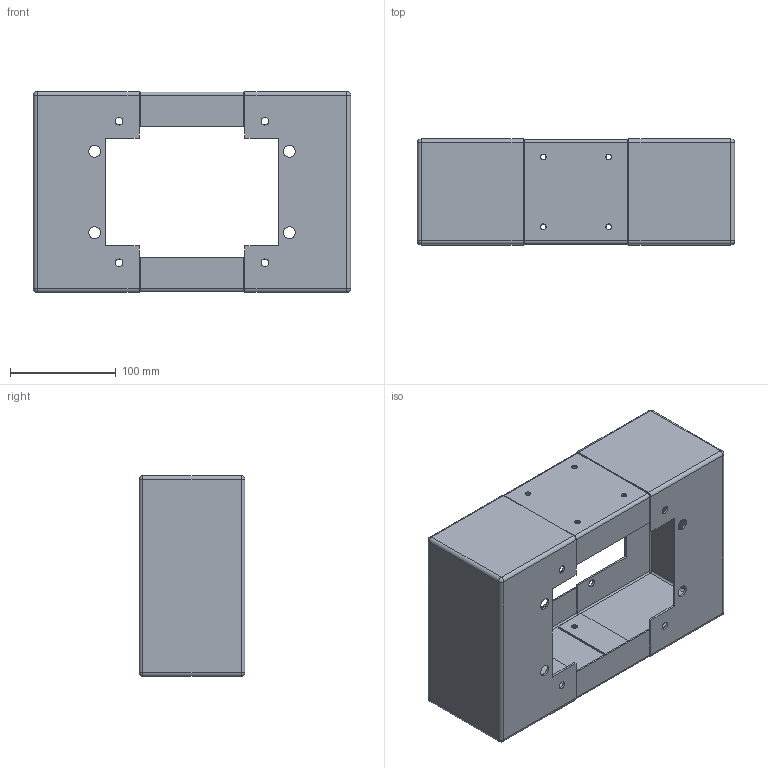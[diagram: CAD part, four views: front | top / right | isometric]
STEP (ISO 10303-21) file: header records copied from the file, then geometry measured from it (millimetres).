
FILE_DESCRIPTION(('STEP AP214'),'1');
FILE_NAME('cctmp_8B4573F4-3F28-4526-A64B-3B5AD72DE95D_2023_07_22_15_51_12_0965..stp','2023-07-22T13:51:13',('SIEMENS A&D'),('CADClick - www.CADClick.com'),'Spatial InterOp 3D postprocessed',' ','unknown authorization');
FILE_SCHEMA(('AUTOMOTIVE_DESIGN'));
Length unit declared in the file: millimetre
Products named in the file (9): cc_unnamed; 2023_07_22_15_51_12_0945; 2023_07_22_15_51_12_0941; 2023_07_22_15_51_12_0937; 2023_07_22_15_51_12_0933; 2023_07_22_15_51_12_0929; 2023_07_22_15_51_12_0925; 2023_07_22_15_51_12_0921; 2023_07_22_15_51_12_0917
Assembly tree (8 placements, depth 2):
  cc_unnamed
    2023_07_22_15_51_12_0945
    2023_07_22_15_51_12_0941
    2023_07_22_15_51_12_0937
    2023_07_22_15_51_12_0933
    2023_07_22_15_51_12_0929
    2023_07_22_15_51_12_0925
    2023_07_22_15_51_12_0921
    2023_07_22_15_51_12_0917
Bounding box: 300 x 100 x 190 mm (x, y, z)
Volume: 317747.4 mm3; surface area: 340860.4 mm2
Topology: 8 solids, 8 shells, 192 faces, 496 edges, 304 vertices
Faces by surface type: cylinder 96, plane 80, sphere 16
Entity records: 6639 total; most frequent: DIRECTION 1074, CARTESIAN_POINT 985, ORIENTED_EDGE 960, EDGE_CURVE 480, AXIS2_PLACEMENT_3D 393, VERTEX_POINT 304, LINE 288, VECTOR 288
